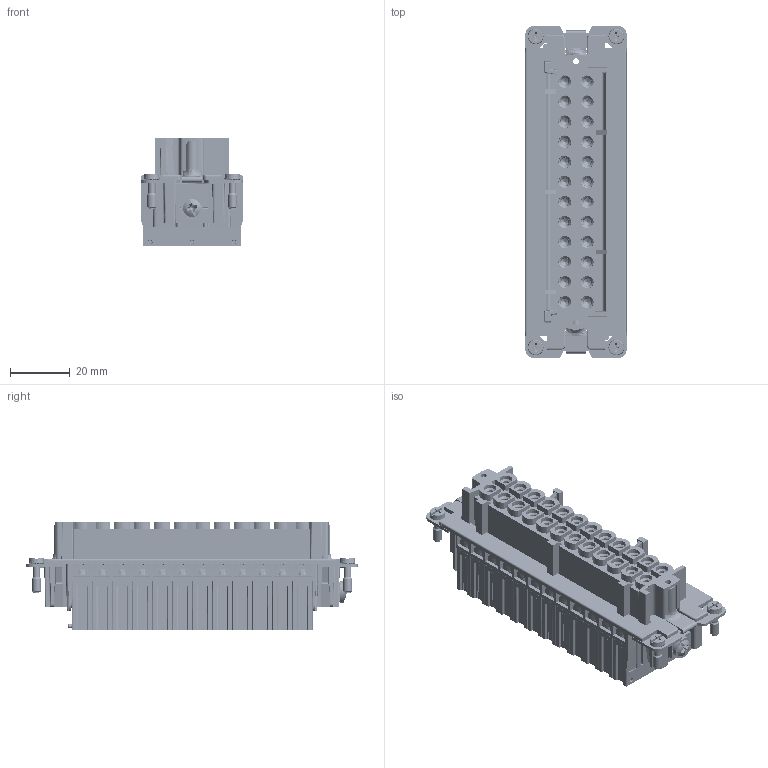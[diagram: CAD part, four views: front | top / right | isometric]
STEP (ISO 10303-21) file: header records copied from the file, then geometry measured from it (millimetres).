
FILE_DESCRIPTION(('CATIA V5 STEP Exchange','CAx-IF Rec.Pracs.--- Model Styling and Organization---1.5--- 2016-08-15','CAx-IF Rec.Pracs.---Supplemental Geometry---1.0---2011-11-01','CAx-IF Rec.Pracs.--- Composite Materials ---1.1---2010-07-15'),'2;1');
FILE_NAME ('D1463127_2', '2025-08-20T07:22:38+00:00', ('none'), ('Weidmueller'), 'CATIA Version 5-6 Release 2024 SP4', 'CATIA V5 STEP AP214 v3', 'none');
FILE_SCHEMA(('AUTOMOTIVE_DESIGN { 1 0 10303 214 1 1 1 1 }'));
Products named in the file (1): 2535140000
Bounding box: 34 x 111 x 36.3 mm (x, y, z)
Volume: 65786.3 mm3; surface area: 81235.3 mm2
Topology: 1 solids, 67 shells, 9869 faces, 27257 edges, 17565 vertices
Faces by surface type: plane 5375, cylinder 2791, cone 1171, torus 364, bspline 82, sphere 68, extrusion 10, revolution 8
Entity records: 305933 total; most frequent: CARTESIAN_POINT 71960, ORIENTED_EDGE 54264, DIRECTION 38318, EDGE_CURVE 27132, VECTOR 17964, LINE 17954, VERTEX_POINT 17565, AXIS2_PLACEMENT_3D 13643
